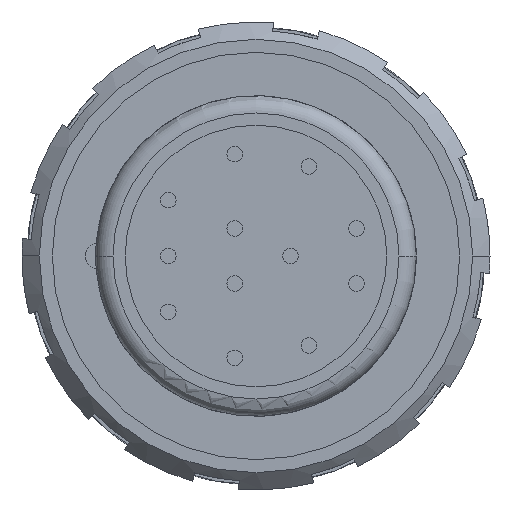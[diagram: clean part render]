
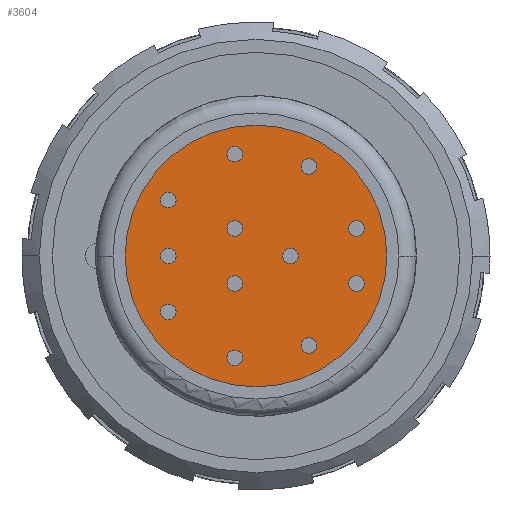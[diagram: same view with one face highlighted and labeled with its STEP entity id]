
A CAD part, left-side view. The second image highlights one B-rep face of the part: STEP entity #3604.
In plain terms, the highlighted planar face has unit normal (-1, 0, 0).
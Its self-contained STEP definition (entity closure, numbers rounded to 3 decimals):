
#1251=CARTESIAN_POINT('',(-23.42,0.,0.));
#1252=DIRECTION('',(-1.,0.,0.));
#1253=DIRECTION('',(0.,0.,1.));
#1254=AXIS2_PLACEMENT_3D('',#1251,#1252,#1253);
#1256=CARTESIAN_POINT('',(-23.42,0.,0.));
#1257=DIRECTION('',(-1.,0.,0.));
#1258=DIRECTION('',(0.,0.,-1.));
#1259=AXIS2_PLACEMENT_3D('',#1256,#1257,#1258);
#1261=CARTESIAN_POINT('',(-23.42,-2.,0.));
#1262=DIRECTION('',(-1.,0.,0.));
#1263=DIRECTION('',(0.,0.,1.));
#1264=AXIS2_PLACEMENT_3D('',#1261,#1262,#1263);
#1270=CARTESIAN_POINT('',(-23.42,-2.,0.));
#1271=DIRECTION('',(-1.,0.,0.));
#1272=DIRECTION('',(0.,0.,-1.));
#1273=AXIS2_PLACEMENT_3D('',#1270,#1271,#1272);
#1399=CARTESIAN_POINT('',(-23.42,1.227,-1.579));
#1400=DIRECTION('',(-1.,0.,0.));
#1401=DIRECTION('',(0.,0.,1.));
#1402=AXIS2_PLACEMENT_3D('',#1399,#1400,#1401);
#1408=CARTESIAN_POINT('',(-23.42,1.227,-1.579));
#1409=DIRECTION('',(-1.,0.,0.));
#1410=DIRECTION('',(0.,0.,-1.));
#1411=AXIS2_PLACEMENT_3D('',#1408,#1409,#1410);
#1417=CARTESIAN_POINT('',(-23.42,1.227,1.579));
#1418=DIRECTION('',(-1.,0.,0.));
#1419=DIRECTION('',(0.,0.,1.));
#1420=AXIS2_PLACEMENT_3D('',#1417,#1418,#1419);
#1426=CARTESIAN_POINT('',(-23.42,1.227,1.579));
#1427=DIRECTION('',(-1.,0.,0.));
#1428=DIRECTION('',(0.,0.,-1.));
#1429=AXIS2_PLACEMENT_3D('',#1426,#1427,#1428);
#1435=CARTESIAN_POINT('',(-23.42,5.06,-3.224));
#1436=DIRECTION('',(-1.,0.,0.));
#1437=DIRECTION('',(0.,0.,1.));
#1438=AXIS2_PLACEMENT_3D('',#1435,#1436,#1437);
#1444=CARTESIAN_POINT('',(-23.42,5.06,-3.224));
#1445=DIRECTION('',(-1.,0.,0.));
#1446=DIRECTION('',(0.,0.,-1.));
#1447=AXIS2_PLACEMENT_3D('',#1444,#1445,#1446);
#1453=CARTESIAN_POINT('',(-23.42,5.06,3.224));
#1454=DIRECTION('',(-1.,0.,0.));
#1455=DIRECTION('',(0.,0.,1.));
#1456=AXIS2_PLACEMENT_3D('',#1453,#1454,#1455);
#1462=CARTESIAN_POINT('',(-23.42,5.06,3.224));
#1463=DIRECTION('',(-1.,0.,0.));
#1464=DIRECTION('',(0.,0.,-1.));
#1465=AXIS2_PLACEMENT_3D('',#1462,#1463,#1464);
#1471=CARTESIAN_POINT('',(-23.42,1.227,-5.873));
#1472=DIRECTION('',(-1.,0.,0.));
#1473=DIRECTION('',(0.,0.,1.));
#1474=AXIS2_PLACEMENT_3D('',#1471,#1472,#1473);
#1480=CARTESIAN_POINT('',(-23.42,1.227,-5.873));
#1481=DIRECTION('',(-1.,0.,0.));
#1482=DIRECTION('',(0.,0.,-1.));
#1483=AXIS2_PLACEMENT_3D('',#1480,#1481,#1482);
#1489=CARTESIAN_POINT('',(-23.42,1.227,5.873));
#1490=DIRECTION('',(-1.,0.,0.));
#1491=DIRECTION('',(0.,0.,1.));
#1492=AXIS2_PLACEMENT_3D('',#1489,#1490,#1491);
#1498=CARTESIAN_POINT('',(-23.42,1.227,5.873));
#1499=DIRECTION('',(-1.,0.,0.));
#1500=DIRECTION('',(0.,0.,-1.));
#1501=AXIS2_PLACEMENT_3D('',#1498,#1499,#1500);
#1507=CARTESIAN_POINT('',(-23.42,-3.054,5.165));
#1508=DIRECTION('',(-1.,0.,0.));
#1509=DIRECTION('',(0.,0.,1.));
#1510=AXIS2_PLACEMENT_3D('',#1507,#1508,#1509);
#1516=CARTESIAN_POINT('',(-23.42,-3.054,5.165));
#1517=DIRECTION('',(-1.,0.,0.));
#1518=DIRECTION('',(0.,0.,-1.));
#1519=AXIS2_PLACEMENT_3D('',#1516,#1517,#1518);
#1525=CARTESIAN_POINT('',(-23.42,-3.054,-5.165));
#1526=DIRECTION('',(-1.,0.,0.));
#1527=DIRECTION('',(0.,0.,1.));
#1528=AXIS2_PLACEMENT_3D('',#1525,#1526,#1527);
#1534=CARTESIAN_POINT('',(-23.42,-3.054,-5.165));
#1535=DIRECTION('',(-1.,0.,0.));
#1536=DIRECTION('',(0.,0.,-1.));
#1537=AXIS2_PLACEMENT_3D('',#1534,#1535,#1536);
#1543=CARTESIAN_POINT('',(-23.42,-5.789,-1.579));
#1544=DIRECTION('',(-1.,0.,0.));
#1545=DIRECTION('',(0.,0.,1.));
#1546=AXIS2_PLACEMENT_3D('',#1543,#1544,#1545);
#1552=CARTESIAN_POINT('',(-23.42,-5.789,-1.579));
#1553=DIRECTION('',(-1.,0.,0.));
#1554=DIRECTION('',(0.,0.,-1.));
#1555=AXIS2_PLACEMENT_3D('',#1552,#1553,#1554);
#1561=CARTESIAN_POINT('',(-23.42,-5.789,1.579));
#1562=DIRECTION('',(-1.,0.,0.));
#1563=DIRECTION('',(0.,0.,1.));
#1564=AXIS2_PLACEMENT_3D('',#1561,#1562,#1563);
#1570=CARTESIAN_POINT('',(-23.42,-5.789,1.579));
#1571=DIRECTION('',(-1.,0.,0.));
#1572=DIRECTION('',(0.,0.,-1.));
#1573=AXIS2_PLACEMENT_3D('',#1570,#1571,#1572);
#1579=CARTESIAN_POINT('',(-23.42,5.06,0.));
#1580=DIRECTION('',(-1.,0.,0.));
#1581=DIRECTION('',(0.,0.,1.));
#1582=AXIS2_PLACEMENT_3D('',#1579,#1580,#1581);
#1588=CARTESIAN_POINT('',(-23.42,5.06,0.));
#1589=DIRECTION('',(-1.,0.,0.));
#1590=DIRECTION('',(0.,0.,-1.));
#1591=AXIS2_PLACEMENT_3D('',#1588,#1589,#1590);
#1867=CARTESIAN_POINT('',(-23.42,0.,7.55));
#1868=CARTESIAN_POINT('',(-23.42,0.,-7.55));
#1869=VERTEX_POINT('',#1867);
#1870=VERTEX_POINT('',#1868);
#1875=CARTESIAN_POINT('',(-23.42,-2.,0.45));
#1876=CARTESIAN_POINT('',(-23.42,-2.,-0.45));
#1877=VERTEX_POINT('',#1875);
#1878=VERTEX_POINT('',#1876);
#1879=CARTESIAN_POINT('',(-23.42,1.227,-1.129));
#1880=CARTESIAN_POINT('',(-23.42,1.227,-2.029));
#1881=VERTEX_POINT('',#1879);
#1882=VERTEX_POINT('',#1880);
#1883=CARTESIAN_POINT('',(-23.42,1.227,2.029));
#1884=CARTESIAN_POINT('',(-23.42,1.227,1.129));
#1885=VERTEX_POINT('',#1883);
#1886=VERTEX_POINT('',#1884);
#1887=CARTESIAN_POINT('',(-23.42,5.06,-2.774));
#1888=CARTESIAN_POINT('',(-23.42,5.06,-3.674));
#1889=VERTEX_POINT('',#1887);
#1890=VERTEX_POINT('',#1888);
#1891=CARTESIAN_POINT('',(-23.42,5.06,3.674));
#1892=CARTESIAN_POINT('',(-23.42,5.06,2.774));
#1893=VERTEX_POINT('',#1891);
#1894=VERTEX_POINT('',#1892);
#1895=CARTESIAN_POINT('',(-23.42,1.227,-5.423));
#1896=CARTESIAN_POINT('',(-23.42,1.227,-6.323));
#1897=VERTEX_POINT('',#1895);
#1898=VERTEX_POINT('',#1896);
#1899=CARTESIAN_POINT('',(-23.42,1.227,6.323));
#1900=CARTESIAN_POINT('',(-23.42,1.227,5.423));
#1901=VERTEX_POINT('',#1899);
#1902=VERTEX_POINT('',#1900);
#1903=CARTESIAN_POINT('',(-23.42,-3.054,5.615));
#1904=CARTESIAN_POINT('',(-23.42,-3.054,4.715));
#1905=VERTEX_POINT('',#1903);
#1906=VERTEX_POINT('',#1904);
#1907=CARTESIAN_POINT('',(-23.42,-3.054,-4.715));
#1908=CARTESIAN_POINT('',(-23.42,-3.054,-5.615));
#1909=VERTEX_POINT('',#1907);
#1910=VERTEX_POINT('',#1908);
#1911=CARTESIAN_POINT('',(-23.42,-5.789,-1.129));
#1912=CARTESIAN_POINT('',(-23.42,-5.789,-2.029));
#1913=VERTEX_POINT('',#1911);
#1914=VERTEX_POINT('',#1912);
#1915=CARTESIAN_POINT('',(-23.42,-5.789,2.029));
#1916=CARTESIAN_POINT('',(-23.42,-5.789,1.129));
#1917=VERTEX_POINT('',#1915);
#1918=VERTEX_POINT('',#1916);
#1919=CARTESIAN_POINT('',(-23.42,5.06,0.45));
#1920=CARTESIAN_POINT('',(-23.42,5.06,-0.45));
#1921=VERTEX_POINT('',#1919);
#1922=VERTEX_POINT('',#1920);
#3523=CARTESIAN_POINT('',(-23.42,0.,0.));
#3524=DIRECTION('',(-1.,0.,0.));
#3525=DIRECTION('',(0.,0.,1.));
#3526=AXIS2_PLACEMENT_3D('',#3523,#3524,#3525);
#3527=PLANE('',#3526);
#3528=ORIENTED_EDGE('',*,*,#3503,.F.);
#3529=ORIENTED_EDGE('',*,*,#3517,.F.);
#3530=EDGE_LOOP('',(#3528,#3529));
#3531=FACE_OUTER_BOUND('',#3530,.F.);
#3533=ORIENTED_EDGE('',*,*,#3532,.T.);
#3535=ORIENTED_EDGE('',*,*,#3534,.T.);
#3536=EDGE_LOOP('',(#3533,#3535));
#3537=FACE_BOUND('',#3536,.F.);
#3539=ORIENTED_EDGE('',*,*,#3538,.T.);
#3541=ORIENTED_EDGE('',*,*,#3540,.T.);
#3542=EDGE_LOOP('',(#3539,#3541));
#3543=FACE_BOUND('',#3542,.F.);
#3545=ORIENTED_EDGE('',*,*,#3544,.T.);
#3547=ORIENTED_EDGE('',*,*,#3546,.T.);
#3548=EDGE_LOOP('',(#3545,#3547));
#3549=FACE_BOUND('',#3548,.F.);
#3551=ORIENTED_EDGE('',*,*,#3550,.T.);
#3553=ORIENTED_EDGE('',*,*,#3552,.T.);
#3554=EDGE_LOOP('',(#3551,#3553));
#3555=FACE_BOUND('',#3554,.F.);
#3557=ORIENTED_EDGE('',*,*,#3556,.T.);
#3559=ORIENTED_EDGE('',*,*,#3558,.T.);
#3560=EDGE_LOOP('',(#3557,#3559));
#3561=FACE_BOUND('',#3560,.F.);
#3563=ORIENTED_EDGE('',*,*,#3562,.T.);
#3565=ORIENTED_EDGE('',*,*,#3564,.T.);
#3566=EDGE_LOOP('',(#3563,#3565));
#3567=FACE_BOUND('',#3566,.F.);
#3569=ORIENTED_EDGE('',*,*,#3568,.T.);
#3571=ORIENTED_EDGE('',*,*,#3570,.T.);
#3572=EDGE_LOOP('',(#3569,#3571));
#3573=FACE_BOUND('',#3572,.F.);
#3575=ORIENTED_EDGE('',*,*,#3574,.T.);
#3577=ORIENTED_EDGE('',*,*,#3576,.T.);
#3578=EDGE_LOOP('',(#3575,#3577));
#3579=FACE_BOUND('',#3578,.F.);
#3581=ORIENTED_EDGE('',*,*,#3580,.T.);
#3583=ORIENTED_EDGE('',*,*,#3582,.T.);
#3584=EDGE_LOOP('',(#3581,#3583));
#3585=FACE_BOUND('',#3584,.F.);
#3587=ORIENTED_EDGE('',*,*,#3586,.T.);
#3589=ORIENTED_EDGE('',*,*,#3588,.T.);
#3590=EDGE_LOOP('',(#3587,#3589));
#3591=FACE_BOUND('',#3590,.F.);
#3593=ORIENTED_EDGE('',*,*,#3592,.T.);
#3595=ORIENTED_EDGE('',*,*,#3594,.T.);
#3596=EDGE_LOOP('',(#3593,#3595));
#3597=FACE_BOUND('',#3596,.F.);
#3599=ORIENTED_EDGE('',*,*,#3598,.T.);
#3601=ORIENTED_EDGE('',*,*,#3600,.T.);
#3602=EDGE_LOOP('',(#3599,#3601));
#3603=FACE_BOUND('',#3602,.F.);
#1255=CIRCLE('',#1254,7.55);
#1260=CIRCLE('',#1259,7.55);
#1265=CIRCLE('',#1264,0.45);
#1274=CIRCLE('',#1273,0.45);
#1403=CIRCLE('',#1402,0.45);
#1412=CIRCLE('',#1411,0.45);
#1421=CIRCLE('',#1420,0.45);
#1430=CIRCLE('',#1429,0.45);
#1439=CIRCLE('',#1438,0.45);
#1448=CIRCLE('',#1447,0.45);
#1457=CIRCLE('',#1456,0.45);
#1466=CIRCLE('',#1465,0.45);
#1475=CIRCLE('',#1474,0.45);
#1484=CIRCLE('',#1483,0.45);
#1493=CIRCLE('',#1492,0.45);
#1502=CIRCLE('',#1501,0.45);
#1511=CIRCLE('',#1510,0.45);
#1520=CIRCLE('',#1519,0.45);
#1529=CIRCLE('',#1528,0.45);
#1538=CIRCLE('',#1537,0.45);
#1547=CIRCLE('',#1546,0.45);
#1556=CIRCLE('',#1555,0.45);
#1565=CIRCLE('',#1564,0.45);
#1574=CIRCLE('',#1573,0.45);
#1583=CIRCLE('',#1582,0.45);
#1592=CIRCLE('',#1591,0.45);
#3503=EDGE_CURVE('',#1869,#1870,#1255,.T.);
#3517=EDGE_CURVE('',#1870,#1869,#1260,.T.);
#3532=EDGE_CURVE('',#1877,#1878,#1265,.T.);
#3534=EDGE_CURVE('',#1878,#1877,#1274,.T.);
#3538=EDGE_CURVE('',#1881,#1882,#1403,.T.);
#3540=EDGE_CURVE('',#1882,#1881,#1412,.T.);
#3544=EDGE_CURVE('',#1885,#1886,#1421,.T.);
#3546=EDGE_CURVE('',#1886,#1885,#1430,.T.);
#3550=EDGE_CURVE('',#1889,#1890,#1439,.T.);
#3552=EDGE_CURVE('',#1890,#1889,#1448,.T.);
#3556=EDGE_CURVE('',#1893,#1894,#1457,.T.);
#3558=EDGE_CURVE('',#1894,#1893,#1466,.T.);
#3562=EDGE_CURVE('',#1897,#1898,#1475,.T.);
#3564=EDGE_CURVE('',#1898,#1897,#1484,.T.);
#3568=EDGE_CURVE('',#1901,#1902,#1493,.T.);
#3570=EDGE_CURVE('',#1902,#1901,#1502,.T.);
#3574=EDGE_CURVE('',#1905,#1906,#1511,.T.);
#3576=EDGE_CURVE('',#1906,#1905,#1520,.T.);
#3580=EDGE_CURVE('',#1909,#1910,#1529,.T.);
#3582=EDGE_CURVE('',#1910,#1909,#1538,.T.);
#3586=EDGE_CURVE('',#1913,#1914,#1547,.T.);
#3588=EDGE_CURVE('',#1914,#1913,#1556,.T.);
#3592=EDGE_CURVE('',#1917,#1918,#1565,.T.);
#3594=EDGE_CURVE('',#1918,#1917,#1574,.T.);
#3598=EDGE_CURVE('',#1921,#1922,#1583,.T.);
#3600=EDGE_CURVE('',#1922,#1921,#1592,.T.);
#3604=ADVANCED_FACE('',(#3531,#3537,#3543,#3549,#3555,#3561,#3567,#3573,#3579,
#3585,#3591,#3597,#3603),#3527,.T.);
